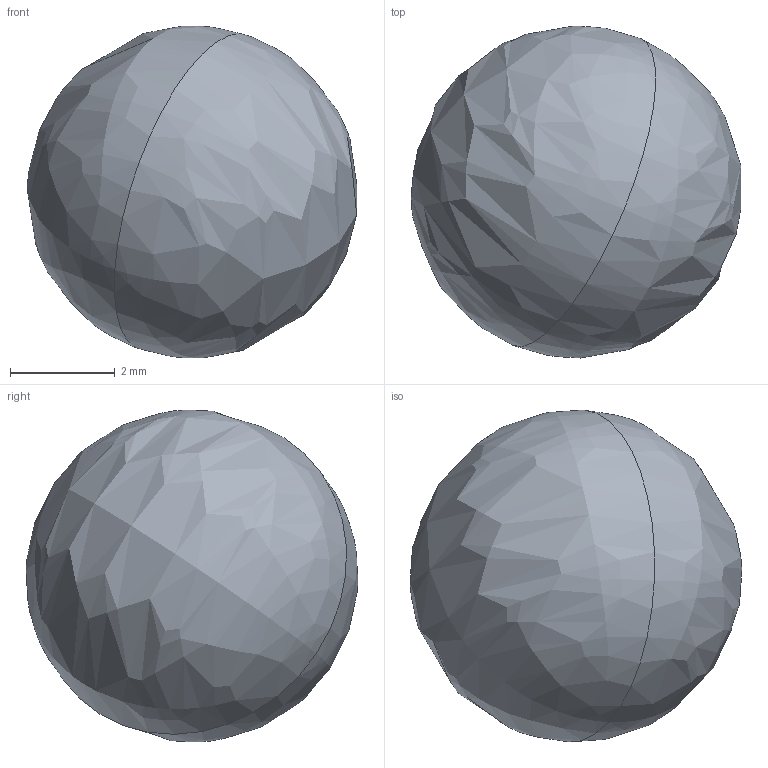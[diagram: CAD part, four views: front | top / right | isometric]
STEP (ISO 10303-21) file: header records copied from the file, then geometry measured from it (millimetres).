
FILE_DESCRIPTION (( 'STEP AP203' ), '1' );
FILE_NAME ('inafag_6005-2z_6vrtc2ac043nicjdt8x23j2dp_10.step', '2017-06-22T16:03:01', ( '' ), ( '' ), 'SwSTEP 2.0', 'SolidWorks 2016', '' );
FILE_SCHEMA (( 'CONFIG_CONTROL_DESIGN' ));
Length unit declared in the file: millimetre
Products named in the file (1): inafag_6005-2z_6vrtc2ac043nicjdt8x23j2dp_10
Bounding box: 6.3 x 6.34 x 6.34 mm (x, y, z)
Volume: 134.1 mm3; surface area: 126.7 mm2
Topology: 1 solids, 1 shells, 2 faces, 6 edges, 2 vertices
Faces by surface type: bspline 2
Entity records: 143 total; most frequent: CARTESIAN_POINT 37, PERSON_AND_ORGANIZATION 8, DIRECTION 6, COORDINATED_UNIVERSAL_TIME_OFFSET 5, PERSON_AND_ORGANIZATION_ROLE 5, DATE_AND_TIME 5, CC_DESIGN_PERSON_AND_ORGANIZATION_ASSIGNMENT 5, LOCAL_TIME 5
